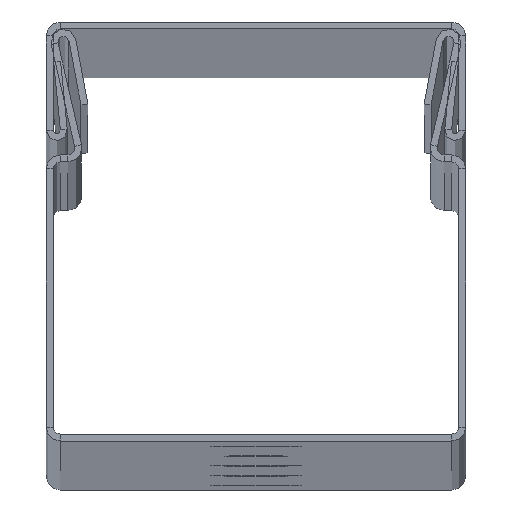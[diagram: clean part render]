
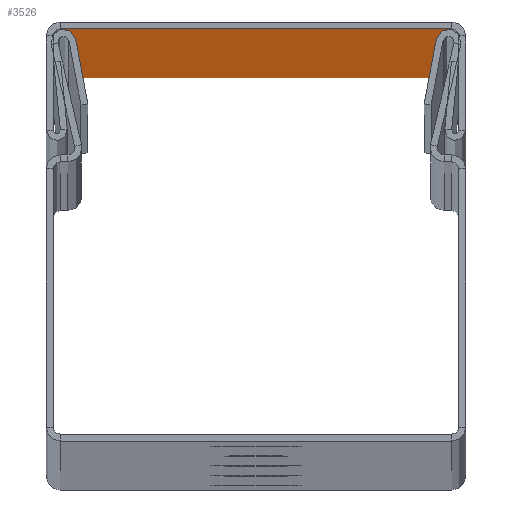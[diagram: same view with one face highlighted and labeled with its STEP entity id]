
A CAD part, top view. The second image highlights one B-rep face of the part: STEP entity #3526.
In plain terms, the highlighted planar face has unit normal (0, -1, 0).
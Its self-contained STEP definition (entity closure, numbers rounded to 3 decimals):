
#152 = VERTEX_POINT ( 'NONE', #3549 ) ;
#158 = FACE_OUTER_BOUND ( 'NONE', #538, .T. ) ;
#426 = CARTESIAN_POINT ( 'NONE',  ( -14., -0.5, 0. ) ) ;
#441 = CARTESIAN_POINT ( 'NONE',  ( -14., -0.5, 2000. ) ) ;
#462 = CARTESIAN_POINT ( 'NONE',  ( 14., -0.5, 2000. ) ) ;
#538 = EDGE_LOOP ( 'NONE', ( #3543, #3184, #2313, #1790 ) ) ;
#555 = EDGE_CURVE ( 'NONE', #152, #2144, #3291, .T. ) ;
#910 = VECTOR ( 'NONE', #1748, 1000. ) ;
#1184 = EDGE_CURVE ( 'NONE', #2684, #2258, #1410, .T. ) ;
#1190 = LINE ( 'NONE', #2741, #3170 ) ;
#1350 = CARTESIAN_POINT ( 'NONE',  ( 0., -0.5, 0. ) ) ;
#1410 = LINE ( 'NONE', #462, #910 ) ;
#1414 = LINE ( 'NONE', #1350, #3095 ) ;
#1711 = EDGE_CURVE ( 'NONE', #2258, #2144, #1414, .T. ) ;
#1748 = DIRECTION ( 'NONE',  ( 0., 0., -1. ) ) ;
#1790 = ORIENTED_EDGE ( 'NONE', *, *, #555, .T. ) ;
#1975 = CARTESIAN_POINT ( 'NONE',  ( 14., -0.5, 0. ) ) ;
#2144 = VERTEX_POINT ( 'NONE', #426 ) ;
#2258 = VERTEX_POINT ( 'NONE', #1975 ) ;
#2313 = ORIENTED_EDGE ( 'NONE', *, *, #3689, .T. ) ;
#2413 = DIRECTION ( 'NONE',  ( 0., -1., 0. ) ) ;
#2503 = AXIS2_PLACEMENT_3D ( 'NONE', #3669, #2413, #3691 ) ;
#2684 = VERTEX_POINT ( 'NONE', #4052 ) ;
#2741 = CARTESIAN_POINT ( 'NONE',  ( 0., -0.5, 2000. ) ) ;
#2807 = DIRECTION ( 'NONE',  ( -1., 0., 0. ) ) ;
#2909 = VECTOR ( 'NONE', #3984, 1000. ) ;
#3095 = VECTOR ( 'NONE', #3582, 1000. ) ;
#3170 = VECTOR ( 'NONE', #2807, 1000. ) ;
#3184 = ORIENTED_EDGE ( 'NONE', *, *, #1184, .F. ) ;
#3291 = LINE ( 'NONE', #441, #2909 ) ;
#3526 = ADVANCED_FACE ( 'NONE', ( #158 ), #3973, .T. ) ;
#3543 = ORIENTED_EDGE ( 'NONE', *, *, #1711, .F. ) ;
#3549 = CARTESIAN_POINT ( 'NONE',  ( -14., -0.5, 2000. ) ) ;
#3582 = DIRECTION ( 'NONE',  ( -1., 0., 0. ) ) ;
#3669 = CARTESIAN_POINT ( 'NONE',  ( 0., -0.5, 2000. ) ) ;
#3689 = EDGE_CURVE ( 'NONE', #2684, #152, #1190, .T. ) ;
#3691 = DIRECTION ( 'NONE',  ( 1., 0., 0. ) ) ;
#3973 = PLANE ( 'NONE',  #2503 ) ;
#3984 = DIRECTION ( 'NONE',  ( 0., 0., -1. ) ) ;
#4052 = CARTESIAN_POINT ( 'NONE',  ( 14., -0.5, 2000. ) ) ;
